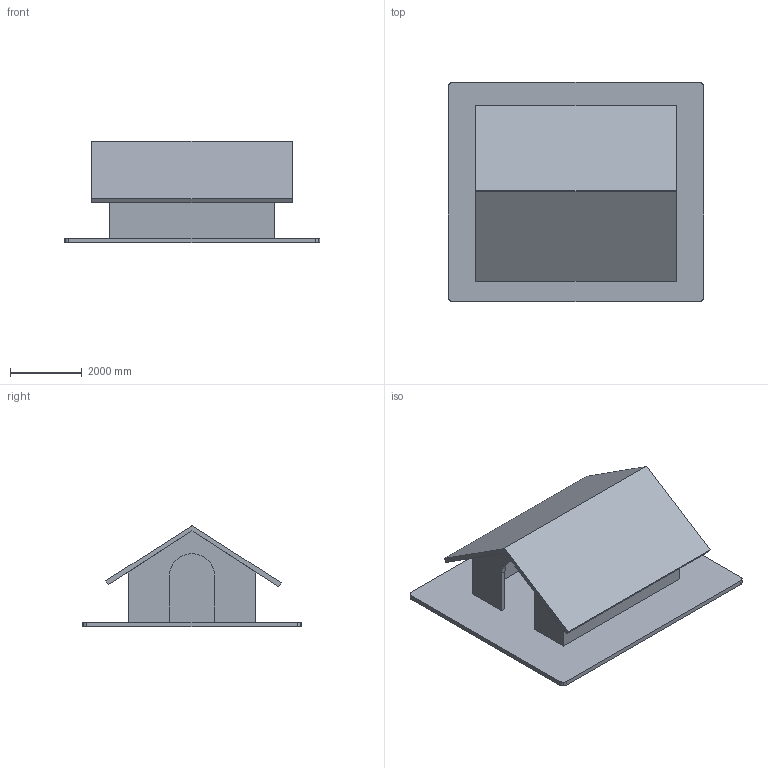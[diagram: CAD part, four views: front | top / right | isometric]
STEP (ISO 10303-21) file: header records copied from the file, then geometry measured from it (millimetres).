
FILE_DESCRIPTION(('produced by SPATIAL CORP'),'2;1');
FILE_NAME('doghouse.hh.sat.stp', '2002-04-22T18:05:43+00:00',('SPATIAL CORP'),('SPATIAL CORP'), 'ACIS STEP Husk','http://www.spatial.com','SPATIAL CORP');
FILE_SCHEMA(('CONFIG_CONTROL_DESIGN'));
Length unit declared in the file: millimetre
Products named in the file (1): PRODUCT_ID_1
Bounding box: 7112 x 6096 x 2825.25 mm (x, y, z)
Volume: 12629528647.7 mm3; surface area: 201468494.5 mm2
Topology: 1 solids, 1 shells, 37 faces, 102 edges, 68 vertices
Faces by surface type: plane 27, cylinder 10
Entity records: 1160 total; most frequent: ORIENTED_EDGE 204, CARTESIAN_POINT 186, DIRECTION 158, EDGE_CURVE 102, VECTOR 78, LINE 78, VERTEX_POINT 68, AXIS2_PLACEMENT_3D 40
